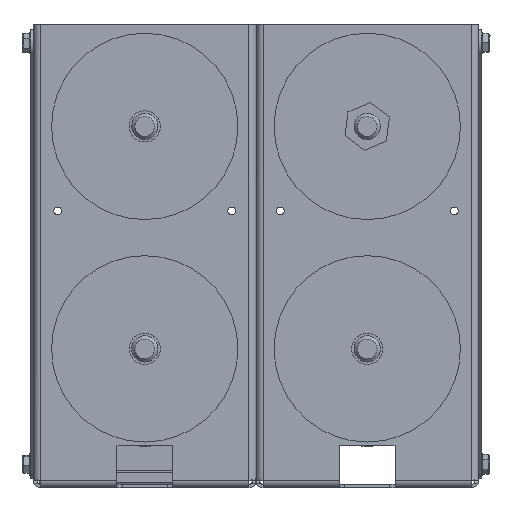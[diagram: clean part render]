
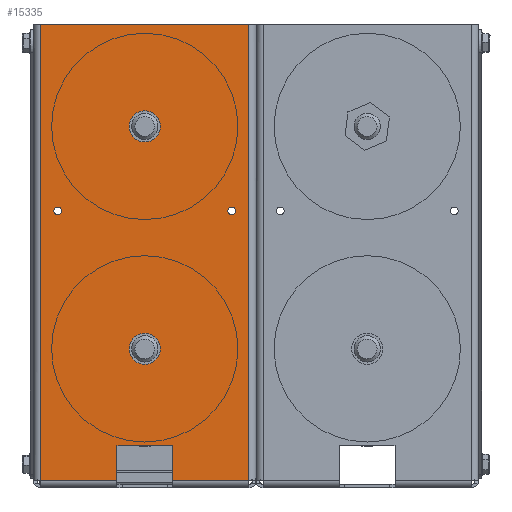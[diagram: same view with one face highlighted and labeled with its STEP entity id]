
A CAD part, front view. The second image highlights one B-rep face of the part: STEP entity #15335.
In plain terms, the highlighted planar face has unit normal (0, -1, 0).
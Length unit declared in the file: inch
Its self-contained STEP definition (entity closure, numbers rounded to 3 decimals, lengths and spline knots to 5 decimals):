
#844=FACE_BOUND('',#5466,.T.);
#845=FACE_BOUND('',#5467,.T.);
#846=FACE_BOUND('',#5468,.T.);
#847=FACE_BOUND('',#5469,.T.);
#1152=PLANE('',#16708);
#1733=LINE('',#22700,#3053);
#1735=LINE('',#22706,#3055);
#1739=LINE('',#22716,#3059);
#1740=LINE('',#22718,#3060);
#1741=LINE('',#22720,#3061);
#1742=LINE('',#22722,#3062);
#1743=LINE('',#22724,#3063);
#1744=LINE('',#22726,#3064);
#1745=LINE('',#22728,#3065);
#1746=LINE('',#22730,#3066);
#1747=LINE('',#22732,#3067);
#1748=LINE('',#22733,#3068);
#3053=VECTOR('',#18415,0.3937);
#3055=VECTOR('',#18421,0.3937);
#3059=VECTOR('',#18429,0.3937);
#3060=VECTOR('',#18430,0.3937);
#3061=VECTOR('',#18431,0.3937);
#3062=VECTOR('',#18432,0.3937);
#3063=VECTOR('',#18433,0.3937);
#3064=VECTOR('',#18434,0.3937);
#3065=VECTOR('',#18435,0.3937);
#3066=VECTOR('',#18436,0.3937);
#3067=VECTOR('',#18437,0.3937);
#3068=VECTOR('',#18438,0.3937);
#4618=FACE_OUTER_BOUND('',#5465,.T.);
#5465=EDGE_LOOP('',(#11248,#11249,#11250,#11251,#11252,#11253,#11254,#11255,
#11256,#11257,#11258,#11259));
#5466=EDGE_LOOP('',(#11260));
#5467=EDGE_LOOP('',(#11261));
#5468=EDGE_LOOP('',(#11262));
#5469=EDGE_LOOP('',(#11263));
#6558=CIRCLE('',#16692,0.28);
#6560=CIRCLE('',#16695,0.28);
#6562=CIRCLE('',#16698,0.07);
#6564=CIRCLE('',#16701,0.07);
#7078=VERTEX_POINT('',#22672);
#7080=VERTEX_POINT('',#22678);
#7082=VERTEX_POINT('',#22684);
#7084=VERTEX_POINT('',#22690);
#7087=VERTEX_POINT('',#22697);
#7088=VERTEX_POINT('',#22699);
#7090=VERTEX_POINT('',#22705);
#7094=VERTEX_POINT('',#22715);
#7095=VERTEX_POINT('',#22717);
#7096=VERTEX_POINT('',#22719);
#7097=VERTEX_POINT('',#22721);
#7098=VERTEX_POINT('',#22723);
#7099=VERTEX_POINT('',#22725);
#7100=VERTEX_POINT('',#22727);
#7101=VERTEX_POINT('',#22729);
#7102=VERTEX_POINT('',#22731);
#8699=EDGE_CURVE('',#7078,#7078,#6558,.T.);
#8702=EDGE_CURVE('',#7080,#7080,#6560,.T.);
#8705=EDGE_CURVE('',#7082,#7082,#6562,.T.);
#8708=EDGE_CURVE('',#7084,#7084,#6564,.T.);
#8712=EDGE_CURVE('',#7087,#7088,#1733,.T.);
#8715=EDGE_CURVE('',#7090,#7088,#1735,.T.);
#8720=EDGE_CURVE('',#7094,#7087,#1739,.T.);
#8721=EDGE_CURVE('',#7095,#7094,#1740,.T.);
#8722=EDGE_CURVE('',#7096,#7095,#1741,.T.);
#8723=EDGE_CURVE('',#7097,#7096,#1742,.T.);
#8724=EDGE_CURVE('',#7097,#7098,#1743,.T.);
#8725=EDGE_CURVE('',#7098,#7099,#1744,.T.);
#8726=EDGE_CURVE('',#7099,#7100,#1745,.T.);
#8727=EDGE_CURVE('',#7100,#7101,#1746,.T.);
#8728=EDGE_CURVE('',#7101,#7102,#1747,.T.);
#8729=EDGE_CURVE('',#7102,#7090,#1748,.T.);
#11248=ORIENTED_EDGE('',*,*,#8712,.F.);
#11249=ORIENTED_EDGE('',*,*,#8720,.F.);
#11250=ORIENTED_EDGE('',*,*,#8721,.F.);
#11251=ORIENTED_EDGE('',*,*,#8722,.F.);
#11252=ORIENTED_EDGE('',*,*,#8723,.F.);
#11253=ORIENTED_EDGE('',*,*,#8724,.T.);
#11254=ORIENTED_EDGE('',*,*,#8725,.T.);
#11255=ORIENTED_EDGE('',*,*,#8726,.T.);
#11256=ORIENTED_EDGE('',*,*,#8727,.T.);
#11257=ORIENTED_EDGE('',*,*,#8728,.T.);
#11258=ORIENTED_EDGE('',*,*,#8729,.T.);
#11259=ORIENTED_EDGE('',*,*,#8715,.T.);
#11260=ORIENTED_EDGE('',*,*,#8699,.T.);
#11261=ORIENTED_EDGE('',*,*,#8702,.T.);
#11262=ORIENTED_EDGE('',*,*,#8705,.T.);
#11263=ORIENTED_EDGE('',*,*,#8708,.T.);
#15335=ADVANCED_FACE('',(#4618,#844,#845,#846,#847),#1152,.T.);
#16692=AXIS2_PLACEMENT_3D('',#22673,#18385,#18386);
#16695=AXIS2_PLACEMENT_3D('',#22679,#18392,#18393);
#16698=AXIS2_PLACEMENT_3D('',#22685,#18399,#18400);
#16701=AXIS2_PLACEMENT_3D('',#22691,#18406,#18407);
#16708=AXIS2_PLACEMENT_3D('',#22714,#18427,#18428);
#18385=DIRECTION('center_axis',(0.,1.,0.));
#18386=DIRECTION('ref_axis',(-1.,0.,0.));
#18392=DIRECTION('center_axis',(0.,1.,0.));
#18393=DIRECTION('ref_axis',(-1.,0.,0.));
#18399=DIRECTION('center_axis',(0.,1.,0.));
#18400=DIRECTION('ref_axis',(-1.,0.,0.));
#18406=DIRECTION('center_axis',(0.,1.,0.));
#18407=DIRECTION('ref_axis',(-1.,0.,0.));
#18415=DIRECTION('',(0.,0.,-1.));
#18421=DIRECTION('',(1.,0.,0.));
#18427=DIRECTION('center_axis',(0.,-1.,0.));
#18428=DIRECTION('ref_axis',(0.,0.,-1.));
#18429=DIRECTION('',(1.,0.,0.));
#18430=DIRECTION('',(0.,0.,1.));
#18431=DIRECTION('',(-1.,0.,0.));
#18432=DIRECTION('',(0.,0.,-1.));
#18433=DIRECTION('',(-1.,0.,0.));
#18434=DIRECTION('',(0.,0.,1.));
#18435=DIRECTION('',(-1.,0.,0.));
#18436=DIRECTION('',(0.,0.,1.));
#18437=DIRECTION('',(1.,0.,0.));
#18438=DIRECTION('',(0.,0.,1.));
#22672=CARTESIAN_POINT('',(-2.22,-0.0635,0.));
#22673=CARTESIAN_POINT('Origin',(-2.5,-0.0635,
0.));
#22678=CARTESIAN_POINT('',(-6.22,-0.0635,0.));
#22679=CARTESIAN_POINT('Origin',(-6.5,-0.0635,
0.));
#22684=CARTESIAN_POINT('',(-4.91,-0.0635,-1.565));
#22685=CARTESIAN_POINT('Origin',(-4.98,-0.0635,-1.565));
#22690=CARTESIAN_POINT('',(-4.91,-0.0635,1.565));
#22691=CARTESIAN_POINT('Origin',(-4.98,-0.0635,1.565));
#22697=CARTESIAN_POINT('',(-0.127,-0.0635,1.873));
#22699=CARTESIAN_POINT('',(-0.127,-0.0635,0.505));
#22700=CARTESIAN_POINT('',(-0.127,-0.0635,0.));
#22705=CARTESIAN_POINT('',(-0.76,-0.0635,0.505));
#22706=CARTESIAN_POINT('',(0.,-0.0635,0.505));
#22714=CARTESIAN_POINT('Origin',(0.,-0.0635,0.));
#22715=CARTESIAN_POINT('',(-8.34,-0.0635,1.873));
#22716=CARTESIAN_POINT('',(-0.6063,-0.0635,1.873));
#22717=CARTESIAN_POINT('',(-8.34,-0.0635,-1.873));
#22718=CARTESIAN_POINT('',(-8.34,-0.0635,0.));
#22719=CARTESIAN_POINT('',(-0.127,-0.0635,-1.873));
#22720=CARTESIAN_POINT('',(-0.6063,-0.0635,-1.873));
#22721=CARTESIAN_POINT('',(-0.127,-0.0635,-0.505));
#22722=CARTESIAN_POINT('',(-0.127,-0.0635,0.));
#22723=CARTESIAN_POINT('',(-0.76,-0.0635,-0.505));
#22724=CARTESIAN_POINT('',(0.,-0.0635,-0.505));
#22725=CARTESIAN_POINT('',(-0.76,-0.0635,-0.475));
#22726=CARTESIAN_POINT('',(-0.76,-0.0635,-0.2275));
#22727=CARTESIAN_POINT('',(-0.7635,-0.0635,-0.475));
#22728=CARTESIAN_POINT('',(-0.38175,-0.0635,-0.475));
#22729=CARTESIAN_POINT('',(-0.7635,-0.0635,0.475));
#22730=CARTESIAN_POINT('',(-0.7635,-0.0635,0.2375));
#22731=CARTESIAN_POINT('',(-0.76,-0.0635,0.475));
#22732=CARTESIAN_POINT('',(-0.03175,-0.0635,0.475));
#22733=CARTESIAN_POINT('',(-0.76,-0.0635,0.2275));
